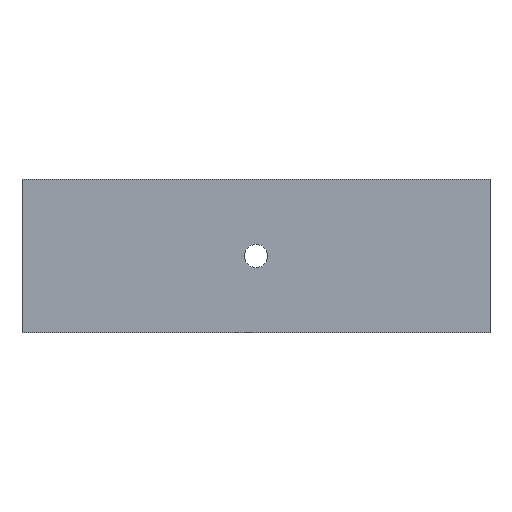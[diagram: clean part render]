
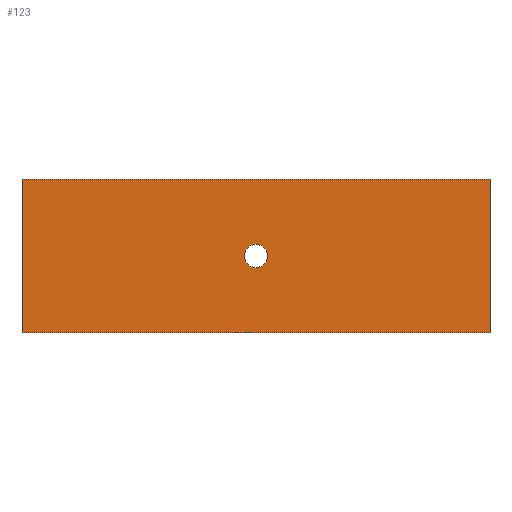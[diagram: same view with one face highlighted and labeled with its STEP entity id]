
A CAD part, top view. The second image highlights one B-rep face of the part: STEP entity #123.
In plain terms, the highlighted planar face has unit normal (0, 0, 1).
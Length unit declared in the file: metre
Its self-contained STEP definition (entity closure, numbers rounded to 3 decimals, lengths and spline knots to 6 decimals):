
#13=CIRCLE('',#142,0.0019);
#38=ORIENTED_EDGE('',*,*,#54,.T.);
#39=ORIENTED_EDGE('',*,*,#43,.F.);
#40=ORIENTED_EDGE('',*,*,#55,.T.);
#41=ORIENTED_EDGE('',*,*,#50,.T.);
#42=ORIENTED_EDGE('',*,*,#47,.F.);
#43=EDGE_CURVE('',#57,#58,#67,.T.);
#47=EDGE_CURVE('',#58,#61,#71,.T.);
#50=EDGE_CURVE('',#63,#61,#74,.T.);
#54=EDGE_CURVE('',#66,#66,#13,.T.);
#55=EDGE_CURVE('',#57,#63,#77,.T.);
#57=VERTEX_POINT('',#181);
#58=VERTEX_POINT('',#182);
#61=VERTEX_POINT('',#190);
#63=VERTEX_POINT('',#196);
#66=VERTEX_POINT('',#204);
#67=LINE('',#180,#79);
#71=LINE('',#189,#83);
#74=LINE('',#195,#86);
#77=LINE('',#206,#89);
#79=VECTOR('',#150,1.);
#83=VECTOR('',#156,1.);
#86=VECTOR('',#161,1.);
#89=VECTOR('',#172,1.);
#99=EDGE_LOOP('',(#38));
#100=EDGE_LOOP('',(#39,#40,#41,#42));
#109=FACE_BOUND('',#99,.T.);
#110=FACE_BOUND('',#100,.T.);
#116=PLANE('',#145);
#123=ADVANCED_FACE('',(#109,#110),#116,.F.);
#142=AXIS2_PLACEMENT_3D('',#203,#168,#169);
#145=AXIS2_PLACEMENT_3D('',#209,#176,#177);
#150=DIRECTION('',(0.,-1.,0.));
#156=DIRECTION('',(-1.,0.,0.));
#161=DIRECTION('',(0.,-1.,0.));
#168=DIRECTION('',(0.,0.,-1.));
#169=DIRECTION('',(0.,1.,0.));
#172=DIRECTION('',(-1.,0.,0.));
#176=DIRECTION('',(0.,0.,-1.));
#177=DIRECTION('',(-1.,0.,0.));
#180=CARTESIAN_POINT('',(0.0381,0.066275,0.003175));
#181=CARTESIAN_POINT('',(0.0381,0.066275,0.003175));
#182=CARTESIAN_POINT('',(0.0381,0.041275,0.003175));
#189=CARTESIAN_POINT('',(0.,0.041275,0.003175));
#190=CARTESIAN_POINT('',(-0.0381,0.041275,0.003175));
#195=CARTESIAN_POINT('',(-0.0381,0.066275,0.003175));
#196=CARTESIAN_POINT('',(-0.0381,0.066275,0.003175));
#203=CARTESIAN_POINT('',(0.,0.053775,0.003175));
#204=CARTESIAN_POINT('',(0.,0.055675,0.003175));
#206=CARTESIAN_POINT('',(0.,0.066275,0.003175));
#209=CARTESIAN_POINT('',(0.,0.053775,0.003175));
